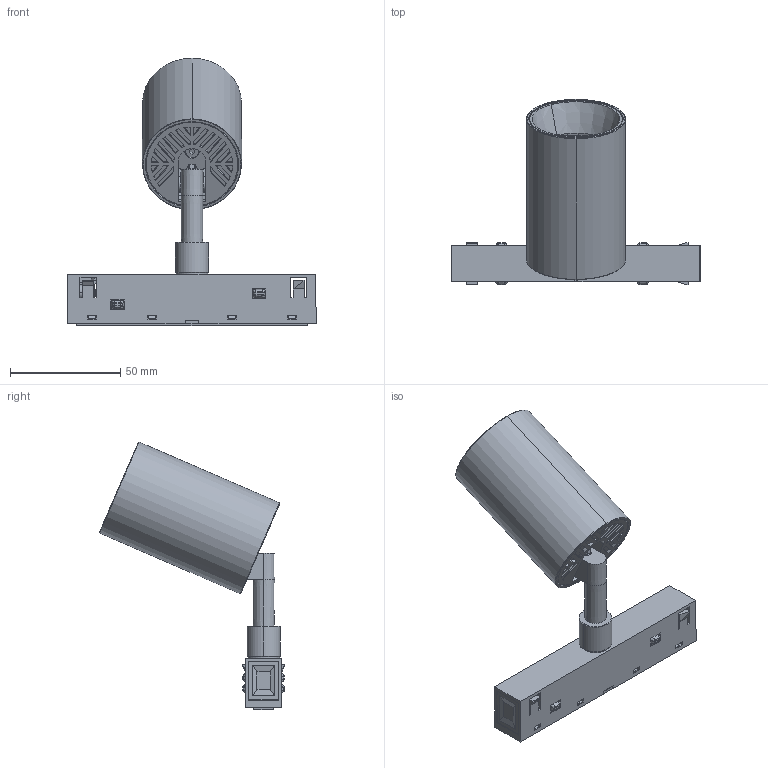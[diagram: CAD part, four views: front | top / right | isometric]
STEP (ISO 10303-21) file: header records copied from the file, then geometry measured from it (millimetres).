
FILE_DESCRIPTION (( 'STEP AP203' ), '1' );
FILE_NAME ('S-201-A1.STEP', '2022-07-08T07:13:50', ( 'ylmfeng' ), ( 'ylmfeng.com' ), 'SwSTEP 2.0', 'SolidWorks 2018', '' );
FILE_SCHEMA (( 'CONFIG_CONTROL_DESIGN' ));
Length unit declared in the file: millimetre
Products named in the file (35): 棠沺遺; ｳﾁﾍｷﾊｮﾗﾖﾗﾔｹ･ﾂﾝﾋｿ M2.5X5; 201-A1蟀諉翐; 萇埭碟偌瑩; 201-A1ヶ欶; 絳萇肣え-A; 埴芛坋趼蹟佪M4X20; 埴芛坋趼蹟佪M3X6; 磁吸驱动-普通款; 1.07.02423-窪嫖D35嫖埭盓殤10-E; 201-A1散热器; 棠沺郪璃; 攝韓菜え; 短款电源盒上盖组件; 粟銅3; 201-A1腑极; 棠柲蛌唅挴誹; 棠柲唅蛌裔; BRIDGELUX V8E嫖埭; 麥芛囀鞠褒蹟佪M3X8; 25X5X2棠沺; S-201-A1; 偌瑩苤粟銅; 35黑光透镜+光源支架; 201-A1牷啊盓殤; 傻遴萇埭碟奻裔; 201-A1腑芠; 20傻遴萇埭碟; 傻遴萇埭碟狟裔; 201-A1翋极; 201-A1綴裔; 絳萇肣え-B; D35-窪嫖芵噩; M4滅侂蹟譫; 棠柲唅蛌結遠
Assembly tree (42 placements, depth 5):
  S-201-A1
    20傻遴萇埭碟
      傻遴萇埭碟狟裔
      絳萇肣え-A  x2
      絳萇肣え-B  x2
      棠柲唅蛌裔
      棠柲蛌唅挴誹
      棠柲唅蛌結遠
      短款电源盒上盖组件
        傻遴萇埭碟奻裔
        棠沺郪璃  x2
          棠沺遺
          25X5X2棠沺
      磁吸驱动-普通款
      萇埭碟偌瑩
      偌瑩苤粟銅
      粟銅3  x4
      ｳﾁﾍｷﾊｮﾗﾖﾗﾔｹ･ﾂﾝﾋｿ M2.5X5  x2
    攝韓菜え
    201-A1牷啊盓殤
    201-A1蟀諉翐
    201-A1翋极
      201-A1腑极
        201-A1腑芠
        201-A1散热器
      201-A1ヶ欶
      麥芛囀鞠褒蹟佪M3X8
      201-A1綴裔
      BRIDGELUX V8E嫖埭
      35黑光透镜+光源支架
        1.07.02423-窪嫖D35嫖埭盓殤10-E
        D35-窪嫖芵噩
    M4滅侂蹟譫
    埴芛坋趼蹟佪M4X20
    埴芛坋趼蹟佪M3X6  x2
Bounding box: 113 x 84.15 x 121.72 mm (x, y, z)
Volume: 67733.3 mm3; surface area: 85051.8 mm2
Topology: 37 solids, 52 shells, 3151 faces, 8379 edges, 5353 vertices
Faces by surface type: plane 1778, bspline 573, cylinder 449, cone 257, sphere 48, torus 46
Entity records: 110707 total; most frequent: CARTESIAN_POINT 36683, ORIENTED_EDGE 15564, DIRECTION 13168, EDGE_CURVE 7797, VERTEX_POINT 5034, VECTOR 4908, LINE 4908, AXIS2_PLACEMENT_3D 4130
